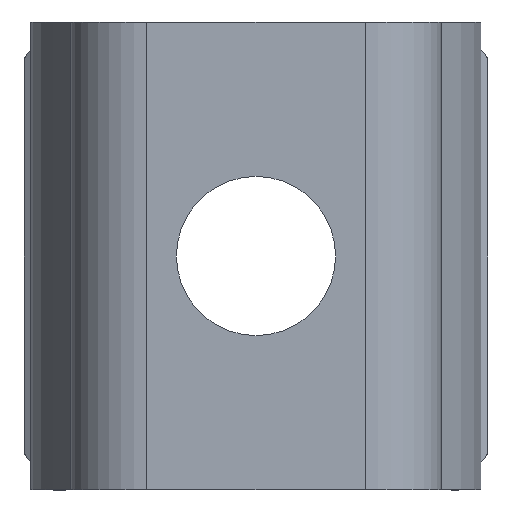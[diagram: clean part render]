
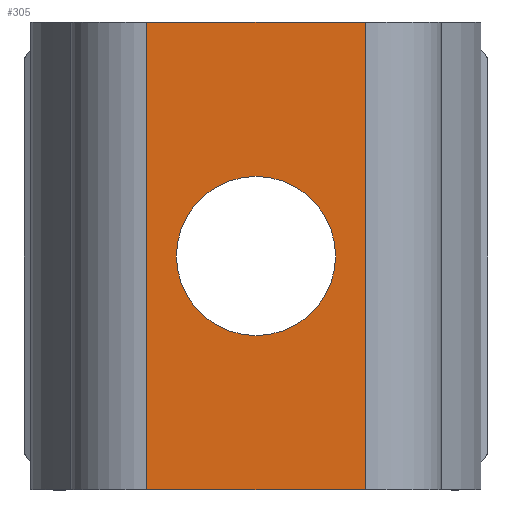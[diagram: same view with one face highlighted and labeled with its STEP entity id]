
A CAD part, front view. The second image highlights one B-rep face of the part: STEP entity #305.
In plain terms, the highlighted planar face has unit normal (0, -1, 0).
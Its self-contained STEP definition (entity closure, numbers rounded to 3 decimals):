
#6 = EDGE_CURVE ( 'NONE', #337, #790, #841, .T. ) ;
#11 = DIRECTION ( 'NONE',  ( 1., 0., 0. ) ) ;
#12 = VECTOR ( 'NONE', #203, 1000. ) ;
#22 = CARTESIAN_POINT ( 'NONE',  ( -1.168, 0., 2.502 ) ) ;
#36 = EDGE_CURVE ( 'NONE', #346, #1224, #801, .T. ) ;
#39 = VECTOR ( 'NONE', #120, 1000. ) ;
#65 = EDGE_CURVE ( 'NONE', #401, #346, #718, .T. ) ;
#108 = CARTESIAN_POINT ( 'NONE',  ( -1.168, 0., -2.502 ) ) ;
#120 = DIRECTION ( 'NONE',  ( 1., 0., 0. ) ) ;
#155 = EDGE_LOOP ( 'NONE', ( #221, #807, #1198, #865 ) ) ;
#203 = DIRECTION ( 'NONE',  ( 0., 0., 1. ) ) ;
#221 = ORIENTED_EDGE ( 'NONE', *, *, #643, .T. ) ;
#305 = ADVANCED_FACE ( 'NONE', ( #1140, #451 ), #356, .T. ) ;
#337 = VERTEX_POINT ( 'NONE', #991 ) ;
#346 = VERTEX_POINT ( 'NONE', #701 ) ;
#356 = PLANE ( 'NONE',  #1238 ) ;
#393 = CARTESIAN_POINT ( 'NONE',  ( -1.168, 0., -2.502 ) ) ;
#401 = VERTEX_POINT ( 'NONE', #393 ) ;
#402 = DIRECTION ( 'NONE',  ( 0., 0., 1. ) ) ;
#426 = ORIENTED_EDGE ( 'NONE', *, *, #6, .T. ) ;
#442 = AXIS2_PLACEMENT_3D ( 'NONE', #739, #608, #824 ) ;
#451 = FACE_BOUND ( 'NONE', #510, .T. ) ;
#459 = CARTESIAN_POINT ( 'NONE',  ( 0.851, 0., 0. ) ) ;
#480 = DIRECTION ( 'NONE',  ( 0., 1., 0. ) ) ;
#505 = CARTESIAN_POINT ( 'NONE',  ( -1.168, 0., 2.502 ) ) ;
#510 = EDGE_LOOP ( 'NONE', ( #426, #781 ) ) ;
#558 = VERTEX_POINT ( 'NONE', #1034 ) ;
#596 = AXIS2_PLACEMENT_3D ( 'NONE', #964, #480, #810 ) ;
#608 = DIRECTION ( 'NONE',  ( 0., 1., 0. ) ) ;
#643 = EDGE_CURVE ( 'NONE', #1224, #558, #1080, .T. ) ;
#685 = VECTOR ( 'NONE', #1097, 1000. ) ;
#701 = CARTESIAN_POINT ( 'NONE',  ( 1.168, 0., -2.502 ) ) ;
#718 = LINE ( 'NONE', #108, #39 ) ;
#739 = CARTESIAN_POINT ( 'NONE',  ( 0., 0., 0. ) ) ;
#775 = CARTESIAN_POINT ( 'NONE',  ( 1.168, 0., 2.502 ) ) ;
#781 = ORIENTED_EDGE ( 'NONE', *, *, #1063, .T. ) ;
#790 = VERTEX_POINT ( 'NONE', #459 ) ;
#801 = LINE ( 'NONE', #775, #12 ) ;
#807 = ORIENTED_EDGE ( 'NONE', *, *, #965, .F. ) ;
#810 = DIRECTION ( 'NONE',  ( -1., 0., 0. ) ) ;
#822 = DIRECTION ( 'NONE',  ( 0., -1., 0. ) ) ;
#824 = DIRECTION ( 'NONE',  ( -1., 0., 0. ) ) ;
#841 = CIRCLE ( 'NONE', #596, 0.851 ) ;
#865 = ORIENTED_EDGE ( 'NONE', *, *, #36, .T. ) ;
#896 = LINE ( 'NONE', #505, #1152 ) ;
#964 = CARTESIAN_POINT ( 'NONE',  ( 0., 0., 0. ) ) ;
#965 = EDGE_CURVE ( 'NONE', #401, #558, #896, .T. ) ;
#991 = CARTESIAN_POINT ( 'NONE',  ( -0.851, 0., 0. ) ) ;
#996 = CARTESIAN_POINT ( 'NONE',  ( -1.168, 0., 2.502 ) ) ;
#997 = CIRCLE ( 'NONE', #442, 0.851 ) ;
#1034 = CARTESIAN_POINT ( 'NONE',  ( -1.168, 0., 2.502 ) ) ;
#1063 = EDGE_CURVE ( 'NONE', #790, #337, #997, .T. ) ;
#1068 = CARTESIAN_POINT ( 'NONE',  ( 1.168, 0., 2.502 ) ) ;
#1080 = LINE ( 'NONE', #996, #685 ) ;
#1097 = DIRECTION ( 'NONE',  ( -1., 0., 0. ) ) ;
#1140 = FACE_OUTER_BOUND ( 'NONE', #155, .T. ) ;
#1152 = VECTOR ( 'NONE', #402, 1000. ) ;
#1198 = ORIENTED_EDGE ( 'NONE', *, *, #65, .T. ) ;
#1224 = VERTEX_POINT ( 'NONE', #1068 ) ;
#1238 = AXIS2_PLACEMENT_3D ( 'NONE', #22, #822, #11 ) ;
